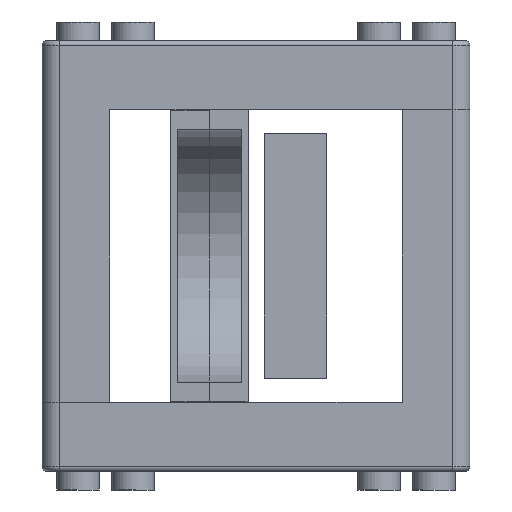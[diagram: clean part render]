
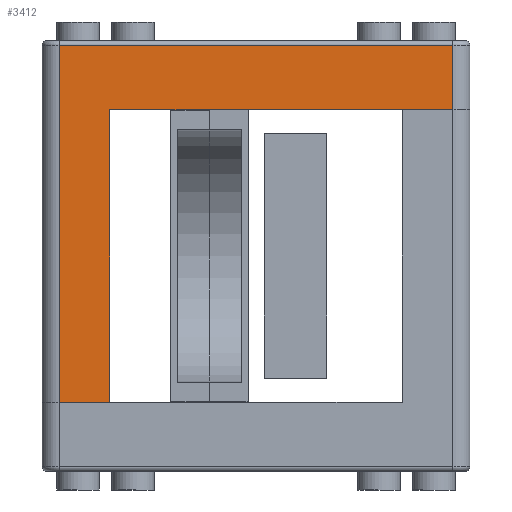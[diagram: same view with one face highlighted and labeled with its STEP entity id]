
A CAD part, left-side view. The second image highlights one B-rep face of the part: STEP entity #3412.
In plain terms, the highlighted face is planar.
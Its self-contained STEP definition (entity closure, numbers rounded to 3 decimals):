
#443=FACE_OUTER_BOUND('',#674,.T.);
#674=EDGE_LOOP('',(#2791,#2792,#2793,#2794,#2795,#2796));
#949=LINE('',#5581,#1278);
#951=LINE('',#5587,#1280);
#959=LINE('',#5616,#1288);
#964=LINE('',#5626,#1293);
#984=LINE('',#5662,#1313);
#985=LINE('',#5663,#1314);
#1278=VECTOR('',#4564,10.);
#1280=VECTOR('',#4570,10.);
#1288=VECTOR('',#4604,10.);
#1293=VECTOR('',#4613,10.);
#1313=VECTOR('',#4635,10.);
#1314=VECTOR('',#4636,10.);
#1624=VERTEX_POINT('',#5563);
#1628=VERTEX_POINT('',#5575);
#1630=VERTEX_POINT('',#5583);
#1639=VERTEX_POINT('',#5614);
#1642=VERTEX_POINT('',#5625);
#1657=VERTEX_POINT('',#5661);
#2030=EDGE_CURVE('',#1624,#1628,#949,.T.);
#2033=EDGE_CURVE('',#1628,#1630,#951,.T.);
#2047=EDGE_CURVE('',#1639,#1624,#959,.T.);
#2052=EDGE_CURVE('',#1630,#1642,#964,.T.);
#2072=EDGE_CURVE('',#1657,#1639,#984,.T.);
#2073=EDGE_CURVE('',#1642,#1657,#985,.T.);
#2791=ORIENTED_EDGE('',*,*,#2033,.F.);
#2792=ORIENTED_EDGE('',*,*,#2030,.F.);
#2793=ORIENTED_EDGE('',*,*,#2047,.F.);
#2794=ORIENTED_EDGE('',*,*,#2072,.F.);
#2795=ORIENTED_EDGE('',*,*,#2073,.F.);
#2796=ORIENTED_EDGE('',*,*,#2052,.F.);
#3231=PLANE('',#3823);
#3412=ADVANCED_FACE('',(#443),#3231,.T.);
#3823=AXIS2_PLACEMENT_3D('',#5660,#4633,#4634);
#4564=DIRECTION('',(1.,0.,0.));
#4570=DIRECTION('',(0.,0.,1.));
#4604=DIRECTION('',(0.,0.,-1.));
#4613=DIRECTION('',(-1.,0.,0.));
#4633=DIRECTION('center_axis',(0.,1.,0.));
#4634=DIRECTION('ref_axis',(-1.,0.,0.));
#4635=DIRECTION('',(-1.,0.,0.));
#4636=DIRECTION('',(0.,0.,1.));
#5563=CARTESIAN_POINT('',(-22.9,24.9,0.5));
#5575=CARTESIAN_POINT('',(22.9,24.9,0.5));
#5581=CARTESIAN_POINT('',(12.45,24.9,0.5));
#5583=CARTESIAN_POINT('',(22.9,24.9,8.));
#5587=CARTESIAN_POINT('',(22.9,24.9,0.));
#5614=CARTESIAN_POINT('',(-22.9,24.9,42.1));
#5616=CARTESIAN_POINT('',(-22.9,24.9,0.));
#5625=CARTESIAN_POINT('',(-17.02,24.9,8.));
#5626=CARTESIAN_POINT('',(-24.9,24.9,8.));
#5660=CARTESIAN_POINT('Origin',(24.9,24.9,0.));
#5661=CARTESIAN_POINT('',(-17.02,24.9,42.1));
#5662=CARTESIAN_POINT('',(-17.02,24.9,42.1));
#5663=CARTESIAN_POINT('',(-17.02,24.9,8.));
